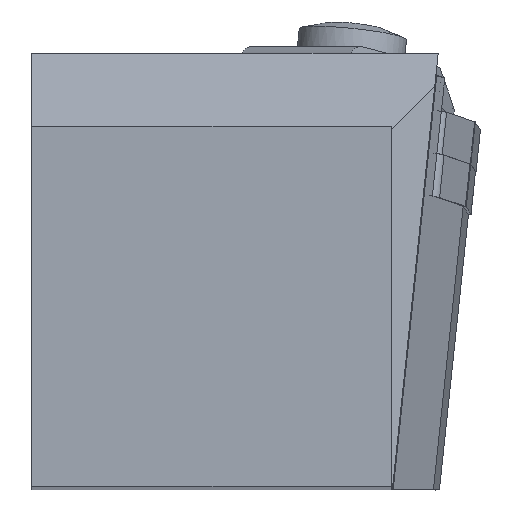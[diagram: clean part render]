
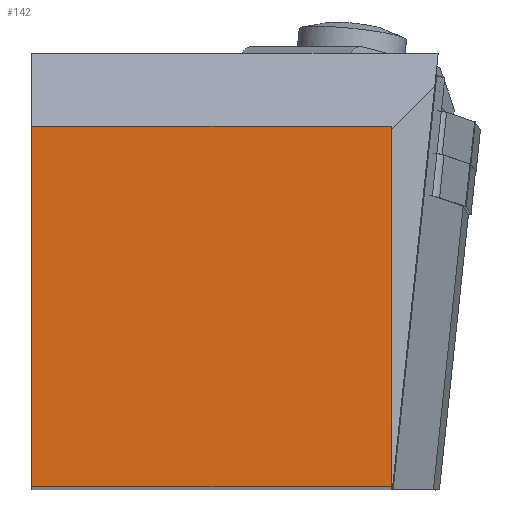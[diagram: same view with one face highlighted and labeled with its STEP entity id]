
A CAD part, top view. The second image highlights one B-rep face of the part: STEP entity #142.
In plain terms, the highlighted planar face has unit normal (0, 0, 1).
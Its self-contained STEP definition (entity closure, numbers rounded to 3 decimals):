
#142=ADVANCED_FACE('',(#252),#203,.T.);
#203=PLANE('',#1331);
#252=FACE_OUTER_BOUND('',#320,.T.);
#320=EDGE_LOOP('',(#573,#574,#575,#576));
#400=B_SPLINE_CURVE_WITH_KNOTS('',3,(#1929,#1930,#1931,#1932),
 .UNSPECIFIED.,.F.,.F.,(4,4),(0.,1.),.UNSPECIFIED.);
#404=B_SPLINE_CURVE_WITH_KNOTS('',3,(#1950,#1951,#1952,#1953),
 .UNSPECIFIED.,.F.,.F.,(4,4),(0.,1.),.UNSPECIFIED.);
#407=B_SPLINE_CURVE_WITH_KNOTS('',3,(#1965,#1966,#1967,#1968),
 .UNSPECIFIED.,.F.,.F.,(4,4),(0.,1.),.UNSPECIFIED.);
#408=B_SPLINE_CURVE_WITH_KNOTS('',3,(#1970,#1971,#1972,#1973),
 .UNSPECIFIED.,.F.,.F.,(4,4),(0.,1.),.UNSPECIFIED.);
#573=ORIENTED_EDGE('',*,*,#1034,.T.);
#574=ORIENTED_EDGE('',*,*,#1041,.T.);
#575=ORIENTED_EDGE('',*,*,#1042,.T.);
#576=ORIENTED_EDGE('',*,*,#1038,.T.);
#892=VERTEX_POINT('',#1933);
#893=VERTEX_POINT('',#1934);
#896=VERTEX_POINT('',#1954);
#898=VERTEX_POINT('',#1969);
#1034=EDGE_CURVE('',#892,#893,#400,.T.);
#1038=EDGE_CURVE('',#896,#892,#404,.T.);
#1041=EDGE_CURVE('',#893,#898,#407,.T.);
#1042=EDGE_CURVE('',#898,#896,#408,.T.);
#1331=AXIS2_PLACEMENT_3D('',#1974,#1517,#1518);
#1517=DIRECTION('',(0.,0.,1.));
#1518=DIRECTION('',(-1.,0.,0.));
#1929=CARTESIAN_POINT('',(40.,40.,0.));
#1930=CARTESIAN_POINT('',(26.667,40.,0.));
#1931=CARTESIAN_POINT('',(13.333,40.,0.));
#1932=CARTESIAN_POINT('',(0.,40.,0.));
#1933=CARTESIAN_POINT('',(40.,40.,0.));
#1934=CARTESIAN_POINT('',(0.,40.,0.));
#1950=CARTESIAN_POINT('',(40.,0.,0.));
#1951=CARTESIAN_POINT('',(40.,13.333,0.));
#1952=CARTESIAN_POINT('',(40.,26.667,0.));
#1953=CARTESIAN_POINT('',(40.,40.,0.));
#1954=CARTESIAN_POINT('',(40.,0.,0.));
#1965=CARTESIAN_POINT('',(0.,40.,0.));
#1966=CARTESIAN_POINT('',(0.,26.667,0.));
#1967=CARTESIAN_POINT('',(0.,13.333,0.));
#1968=CARTESIAN_POINT('',(0.,0.,0.));
#1969=CARTESIAN_POINT('',(0.,0.,0.));
#1970=CARTESIAN_POINT('',(0.,0.,0.));
#1971=CARTESIAN_POINT('',(13.333,0.,0.));
#1972=CARTESIAN_POINT('',(26.667,0.,0.));
#1973=CARTESIAN_POINT('',(40.,0.,0.));
#1974=CARTESIAN_POINT('',(20.,20.,0.));
